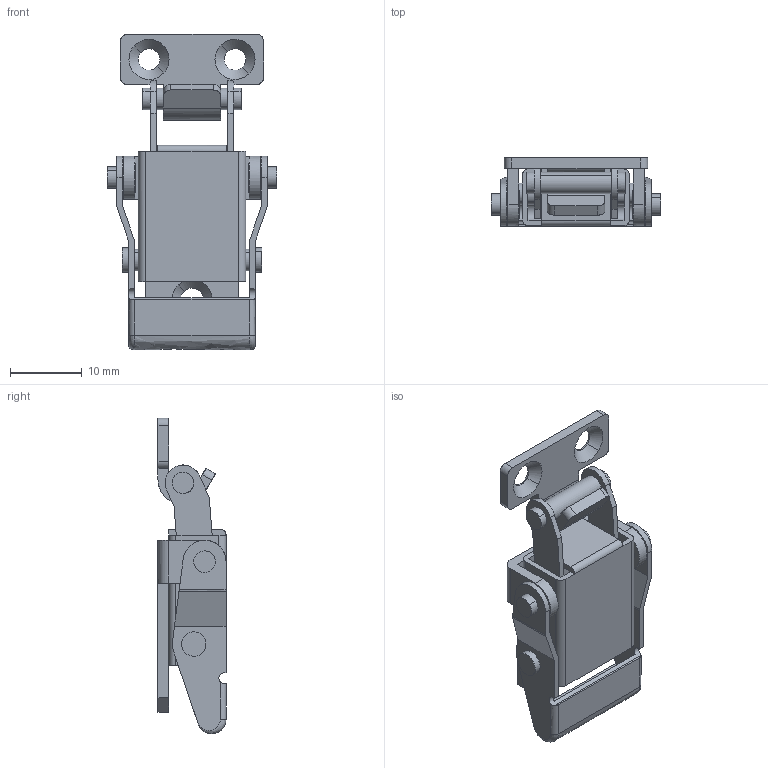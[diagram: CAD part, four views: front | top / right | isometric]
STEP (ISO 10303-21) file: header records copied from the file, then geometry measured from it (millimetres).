
FILE_DESCRIPTION((''),'2;1');
FILE_NAME('','2011-04-26T15:50:52',(''),(''),'','CADfix','');
FILE_SCHEMA(('AUTOMOTIVE_DESIGN { 1 0 10303 214 1 1 1 1 }'));
Length unit declared in the file: millimetre
Bounding box: 23.6 x 9.5 x 44 mm (x, y, z)
Volume: 2416.8 mm3; surface area: 5357.8 mm2
Topology: 4 solids, 4 shells, 176 faces, 636 edges, 476 vertices
Faces by surface type: bspline 176
Entity records: 8833 total; most frequent: CARTESIAN_POINT 5076, ORIENTED_EDGE 1268, EDGE_CURVE 634, VERTEX_POINT 476, B_SPLINE_CURVE_WITH_KNOTS 328, QUASI_UNIFORM_CURVE 306, EDGE_LOOP 204, FACE_OUTER_BOUND 176
